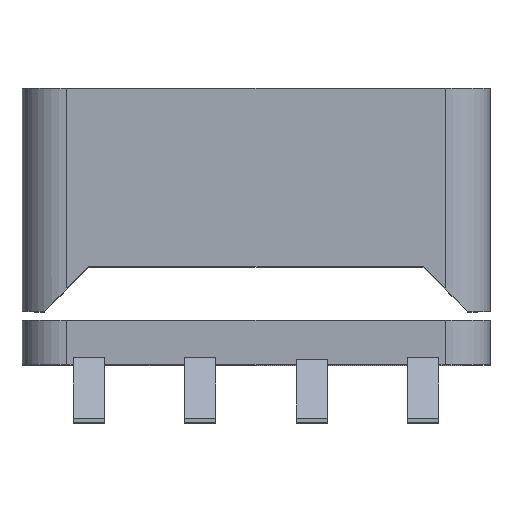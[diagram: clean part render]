
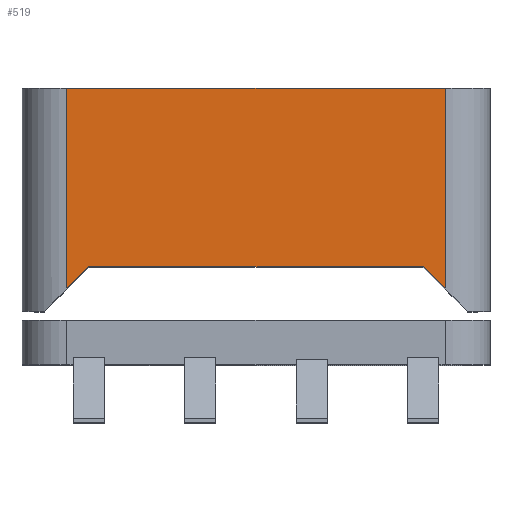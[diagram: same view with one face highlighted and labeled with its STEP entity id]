
A CAD part, top view. The second image highlights one B-rep face of the part: STEP entity #519.
In plain terms, the highlighted planar face has unit normal (0, 0, 1).
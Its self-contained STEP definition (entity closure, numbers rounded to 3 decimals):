
#26=DIRECTION('',(-1.,0.,0.));
#27=VECTOR('',#26,8.5);
#28=CARTESIAN_POINT('',(4.25,5.2,4.75));
#29=LINE('',#28,#27);
#133=DIRECTION('',(0.,1.,0.));
#134=VECTOR('',#133,4.5);
#135=CARTESIAN_POINT('',(4.25,0.7,4.75));
#136=LINE('',#135,#134);
#137=DIRECTION('',(0.707,-0.707,0.));
#138=VECTOR('',#137,0.707);
#139=CARTESIAN_POINT('',(3.75,1.2,4.75));
#140=LINE('',#139,#138);
#141=DIRECTION('',(1.,0.,0.));
#142=VECTOR('',#141,7.5);
#143=CARTESIAN_POINT('',(-3.75,1.2,4.75));
#144=LINE('',#143,#142);
#145=DIRECTION('',(0.707,0.707,0.));
#146=VECTOR('',#145,0.707);
#147=CARTESIAN_POINT('',(-4.25,0.7,4.75));
#148=LINE('',#147,#146);
#149=DIRECTION('',(0.,1.,0.));
#150=VECTOR('',#149,4.5);
#151=CARTESIAN_POINT('',(-4.25,0.7,4.75));
#152=LINE('',#151,#150);
#157=CARTESIAN_POINT('',(4.25,0.7,4.75));
#218=CARTESIAN_POINT('',(3.75,1.2,4.75));
#220=VERTEX_POINT('',#218);
#221=CARTESIAN_POINT('',(-3.75,1.2,4.75));
#223=VERTEX_POINT('',#221);
#241=CARTESIAN_POINT('',(4.25,5.2,4.75));
#243=VERTEX_POINT('',#241);
#249=VERTEX_POINT('',#157);
#260=CARTESIAN_POINT('',(-4.25,5.2,4.75));
#262=VERTEX_POINT('',#260);
#263=CARTESIAN_POINT('',(-4.25,0.7,4.75));
#264=VERTEX_POINT('',#263);
#504=CARTESIAN_POINT('',(5.25,5.2,4.75));
#505=DIRECTION('',(0.,0.,1.));
#506=DIRECTION('',(-1.,0.,0.));
#507=AXIS2_PLACEMENT_3D('',#504,#505,#506);
#508=PLANE('',#507);
#509=ORIENTED_EDGE('',*,*,#418,.F.);
#511=ORIENTED_EDGE('',*,*,#510,.F.);
#513=ORIENTED_EDGE('',*,*,#512,.F.);
#514=ORIENTED_EDGE('',*,*,#477,.F.);
#515=ORIENTED_EDGE('',*,*,#494,.T.);
#516=ORIENTED_EDGE('',*,*,#314,.F.);
#517=EDGE_LOOP('',(#509,#511,#513,#514,#515,#516));
#518=FACE_OUTER_BOUND('',#517,.F.);
#314=EDGE_CURVE('',#243,#262,#29,.T.);
#418=EDGE_CURVE('',#249,#243,#136,.T.);
#477=EDGE_CURVE('',#264,#223,#148,.T.);
#494=EDGE_CURVE('',#264,#262,#152,.T.);
#510=EDGE_CURVE('',#220,#249,#140,.T.);
#512=EDGE_CURVE('',#223,#220,#144,.T.);
#519=ADVANCED_FACE('',(#518),#508,.T.);
